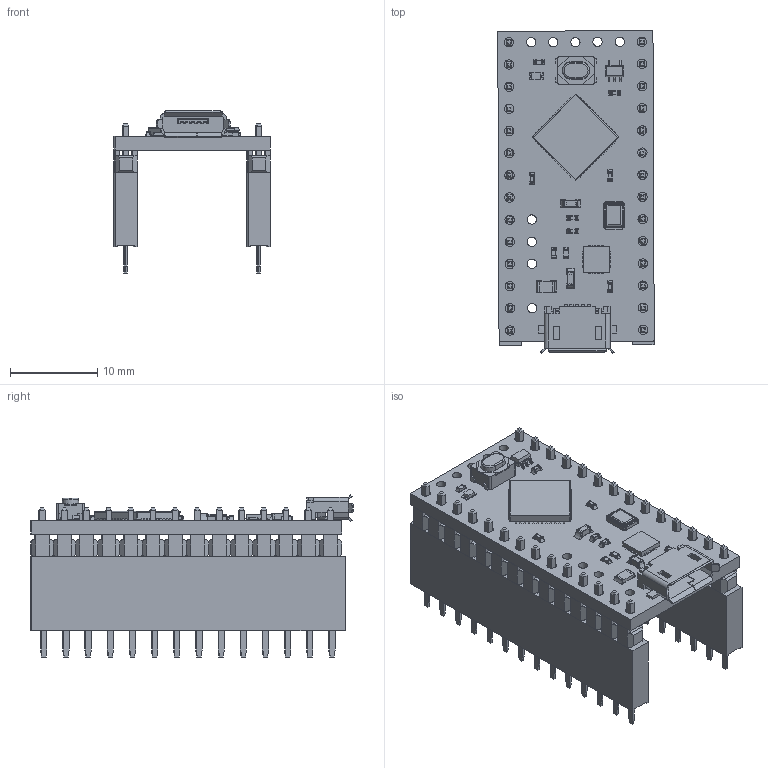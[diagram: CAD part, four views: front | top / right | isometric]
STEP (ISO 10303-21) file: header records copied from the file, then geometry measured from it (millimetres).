
FILE_DESCRIPTION(/* description */ (''),/* implementation_level */ '2;1');
FILE_NAME(/* name */ 'Teensy_lc.step',/* time_stamp */ '2022-07-17T15:40:39+01:00',/* author */ (''),/* organization */ (''),/* preprocessor_version */ 'ST-DEVELOPER v18.1',/* originating_system */ 'Autodesk Translation Framework v10.10.0.1391',/* authorisation */ '');
FILE_SCHEMA (('AUTOMOTIVE_DESIGN { 1 0 10303 214 3 1 1 }'));
Products named in the file (35): Teensy_lc v8; board; micro_usb (1); #61876; micro_usb_plastic (1); micro_usb_shell (1); qfp16 v2; Component21; lead; cap0603_03 v3; diode_0402 v1; crystal_dfn4 v8; Component38; Component39; Component40; Component41; smt_tactile_button_2 v2; Component43; Component44; Component45; Component46; qfn48 v2; cap0402 v2; resistor_0805 v2; smt_led_0603 v2; sop23 v2; package; lead (1); m20-9991445_asm; m20-7821446_asm; M20-78214_MOULD; M20-782_CONTACT; m20-9991445_asm_1; M20-999-MOULD; M20-999-PIN
Assembly tree (89 placements, depth 3):
  Teensy_lc v8
    board
    micro_usb (1)
      #61876  x5
      micro_usb_plastic (1)
      micro_usb_shell (1)
    qfp16 v2
      Component21
      lead
    diode_0402 v1  x4
    cap0603_03 v3  x2
    crystal_dfn4 v8
      Component38
      Component39
      Component40
      Component41
    smt_tactile_button_2 v2
      Component43
      Component44
      Component45
      Component46
    qfn48 v2
    cap0402 v2  x6
    resistor_0805 v2
    smt_led_0603 v2
    sop23 v2
      package
      lead (1)
    m20-9991445_asm
      M20-999-MOULD
      M20-999-PIN  x14
    m20-7821446_asm  x2
      M20-78214_MOULD
      M20-782_CONTACT
    m20-9991445_asm_1
      M20-999-MOULD
      M20-999-PIN  x14
Bounding box: 17.93 x 36.98 x 18.57 mm (x, y, z)
Volume: 2656.6 mm3; surface area: 8283.9 mm2
Topology: 200 solids, 200 shells, 5546 faces, 13739 edges, 8599 vertices
Faces by surface type: plane 4003, cylinder 1206, bspline 189, sphere 140, torus 6, cone 2
Full cylindrical faces by diameter (mm): 1.065 x37
Entity records: 62014 total; most frequent: CARTESIAN_POINT 14245, ORIENTED_EDGE 9536, DIRECTION 9308, EDGE_CURVE 4768, LINE 4000, VECTOR 4000, VERTEX_POINT 3031, AXIS2_PLACEMENT_3D 2654
